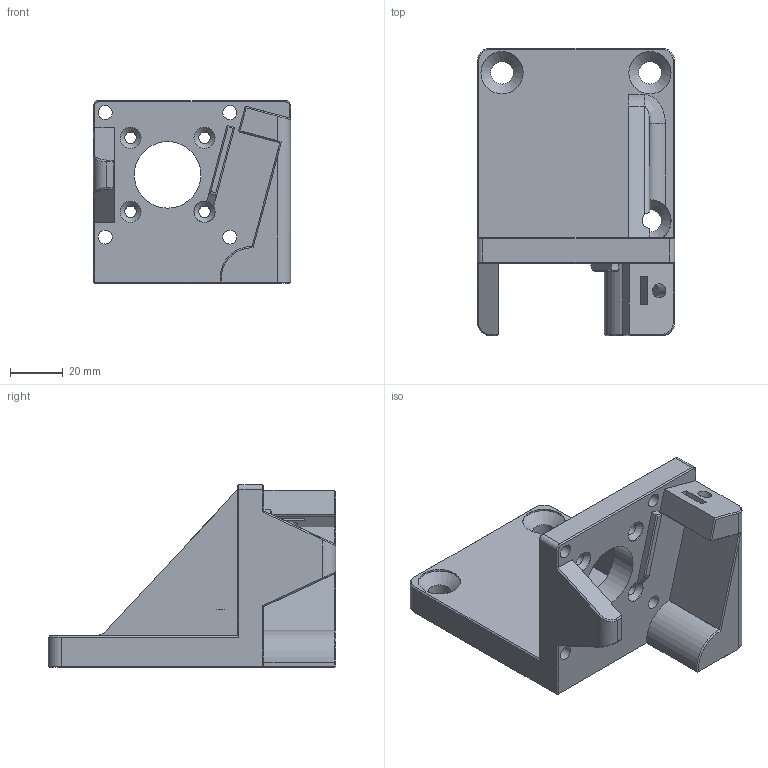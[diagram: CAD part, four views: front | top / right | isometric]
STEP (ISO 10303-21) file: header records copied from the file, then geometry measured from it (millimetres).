
FILE_DESCRIPTION(/* description */ (''),/* implementation_level */ '2;1');
FILE_NAME(/* name */ 'back body.step',/* time_stamp */ '2024-06-20T15:34:42+02:00',/* author */ (''),/* organization */ (''),/* preprocessor_version */ 'ST-DEVELOPER v20',/* originating_system */ 'Autodesk Translation Framework v13.14.0.145',/* authorisation */ '');
FILE_SCHEMA (('AUTOMOTIVE_DESIGN { 1 0 10303 214 3 1 1 }'));
Length unit declared in the file: millimetre
Products named in the file (2): SC63 stroker v2; back body
Assembly tree (1 placements, depth 2):
  SC63 stroker v2
    back body
Bounding box: 74.7 x 108.95 x 69.2 mm (x, y, z)
Volume: 144175.2 mm3; surface area: 36478.1 mm2
Topology: 1 solids, 1 shells, 131 faces, 330 edges, 200 vertices
Faces by surface type: plane 69, cylinder 31, cone 20, bspline 11
Full cylindrical faces by diameter (mm): 4.3 x4, 5.3 x5, 8 x4, 8.5 x3, 16 x3, 25.2 x1
Entity records: 4240 total; most frequent: CARTESIAN_POINT 1017, ORIENTED_EDGE 660, DIRECTION 629, EDGE_CURVE 330, LINE 223, VECTOR 223, AXIS2_PLACEMENT_3D 203, VERTEX_POINT 200
